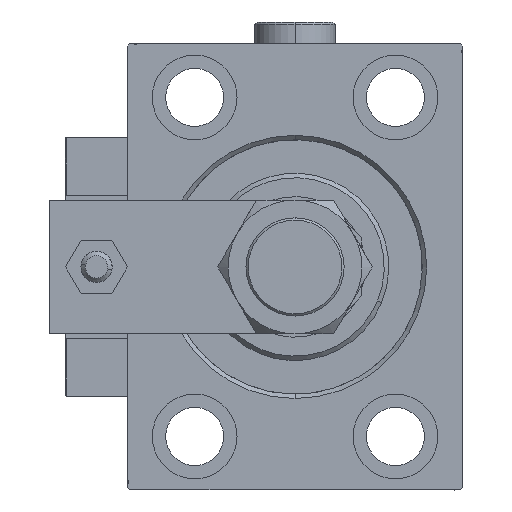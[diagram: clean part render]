
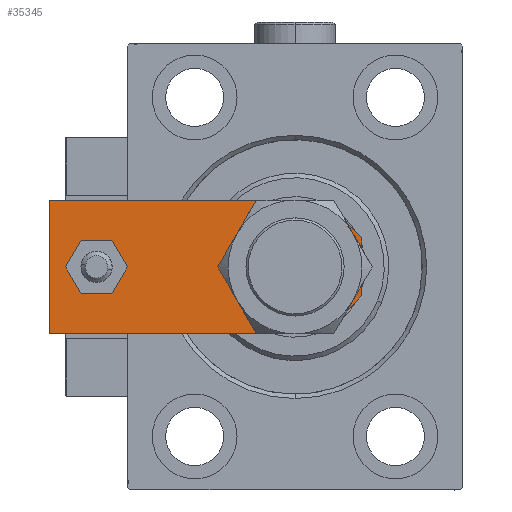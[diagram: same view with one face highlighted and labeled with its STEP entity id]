
A CAD part, left-side view. The second image highlights one B-rep face of the part: STEP entity #35345.
In plain terms, the highlighted face is planar.
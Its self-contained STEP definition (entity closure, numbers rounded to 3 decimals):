
#513 = LINE ( 'NONE', #16971, #1706 ) ;
#1579 = DIRECTION ( 'NONE',  ( 0., -1., 0. ) ) ;
#1706 = VECTOR ( 'NONE', #49869, 1000. ) ;
#1763 = ORIENTED_EDGE ( 'NONE', *, *, #4782, .T. ) ;
#2164 = LINE ( 'NONE', #39128, #9213 ) ;
#4782 = EDGE_CURVE ( 'NONE', #15253, #18756, #513, .T. ) ;
#5017 = AXIS2_PLACEMENT_3D ( 'NONE', #32468, #6834, #24110 ) ;
#5693 = CARTESIAN_POINT ( 'NONE',  ( 15., 8.5, 8. ) ) ;
#6381 = VERTEX_POINT ( 'NONE', #52885 ) ;
#6709 = VERTEX_POINT ( 'NONE', #19924 ) ;
#6739 = DIRECTION ( 'NONE',  ( 0., 1., 0. ) ) ;
#6834 = DIRECTION ( 'NONE',  ( 0., 0., 1. ) ) ;
#7676 = EDGE_LOOP ( 'NONE', ( #16318, #38017 ) ) ;
#8387 = DIRECTION ( 'NONE',  ( 0., 0., 1. ) ) ;
#9213 = VECTOR ( 'NONE', #6739, 1000. ) ;
#9219 = CARTESIAN_POINT ( 'NONE',  ( -10., 15., 8. ) ) ;
#9413 = LINE ( 'NONE', #25372, #24779 ) ;
#9632 = CARTESIAN_POINT ( 'NONE',  ( 0., 59.5, 8. ) ) ;
#9862 = CIRCLE ( 'NONE', #33181, 10. ) ;
#11171 = DIRECTION ( 'NONE',  ( 1., 0., 0. ) ) ;
#11895 = CIRCLE ( 'NONE', #5017, 4. ) ;
#11901 = CIRCLE ( 'NONE', #51508, 10. ) ;
#12273 = DIRECTION ( 'NONE',  ( 0.707, 0.707, 0. ) ) ;
#12401 = CARTESIAN_POINT ( 'NONE',  ( -15., 0., 8. ) ) ;
#13011 = VERTEX_POINT ( 'NONE', #47531 ) ;
#13848 = VECTOR ( 'NONE', #15890, 1000. ) ;
#14049 = DIRECTION ( 'NONE',  ( 0., 0., 1. ) ) ;
#15233 = PLANE ( 'NONE',  #51097 ) ;
#15248 = EDGE_CURVE ( 'NONE', #27188, #35033, #39020, .T. ) ;
#15253 = VERTEX_POINT ( 'NONE', #42806 ) ;
#15890 = DIRECTION ( 'NONE',  ( 0.707, -0.707, 0. ) ) ;
#15996 = VECTOR ( 'NONE', #21840, 1000. ) ;
#16318 = ORIENTED_EDGE ( 'NONE', *, *, #15248, .F. ) ;
#16971 = CARTESIAN_POINT ( 'NONE',  ( 15., 70., 8. ) ) ;
#17017 = CARTESIAN_POINT ( 'NONE',  ( 10., 15., 8. ) ) ;
#17206 = DIRECTION ( 'NONE',  ( 0., 0., 1. ) ) ;
#17573 = CARTESIAN_POINT ( 'NONE',  ( 0., 15., 8. ) ) ;
#18756 = VERTEX_POINT ( 'NONE', #32759 ) ;
#19139 = EDGE_CURVE ( 'NONE', #33918, #27742, #9862, .T. ) ;
#19149 = VERTEX_POINT ( 'NONE', #5693 ) ;
#19547 = FACE_OUTER_BOUND ( 'NONE', #45578, .T. ) ;
#19924 = CARTESIAN_POINT ( 'NONE',  ( 6.5, 0., 8. ) ) ;
#20443 = EDGE_LOOP ( 'NONE', ( #27859, #43239 ) ) ;
#21840 = DIRECTION ( 'NONE',  ( 1., 0., 0. ) ) ;
#24110 = DIRECTION ( 'NONE',  ( 1., 0., 0. ) ) ;
#24779 = VECTOR ( 'NONE', #1579, 1000. ) ;
#24870 = DIRECTION ( 'NONE',  ( 1., 0., 0. ) ) ;
#25372 = CARTESIAN_POINT ( 'NONE',  ( -15., 70., 8. ) ) ;
#27030 = EDGE_CURVE ( 'NONE', #19149, #15253, #2164, .T. ) ;
#27134 = CARTESIAN_POINT ( 'NONE',  ( -4., 59.5, 8. ) ) ;
#27188 = VERTEX_POINT ( 'NONE', #27134 ) ;
#27742 = VERTEX_POINT ( 'NONE', #9219 ) ;
#27859 = ORIENTED_EDGE ( 'NONE', *, *, #49892, .F. ) ;
#28167 = EDGE_CURVE ( 'NONE', #18756, #6381, #9413, .T. ) ;
#28798 = EDGE_CURVE ( 'NONE', #6381, #13011, #36386, .T. ) ;
#31689 = CARTESIAN_POINT ( 'NONE',  ( 0., 0., 8. ) ) ;
#32468 = CARTESIAN_POINT ( 'NONE',  ( 0., 59.5, 8. ) ) ;
#32759 = CARTESIAN_POINT ( 'NONE',  ( -15., 70., 8. ) ) ;
#32955 = CARTESIAN_POINT ( 'NONE',  ( 0., 15., 8. ) ) ;
#33181 = AXIS2_PLACEMENT_3D ( 'NONE', #17573, #14049, #37807 ) ;
#33918 = VERTEX_POINT ( 'NONE', #17017 ) ;
#35033 = VERTEX_POINT ( 'NONE', #44686 ) ;
#35345 = ADVANCED_FACE ( 'NONE', ( #51914, #19547, #47868 ), #15233, .T. ) ;
#35470 = ORIENTED_EDGE ( 'NONE', *, *, #27030, .T. ) ;
#36386 = LINE ( 'NONE', #52829, #13848 ) ;
#37807 = DIRECTION ( 'NONE',  ( 1., 0., 0. ) ) ;
#38017 = ORIENTED_EDGE ( 'NONE', *, *, #52082, .F. ) ;
#39020 = CIRCLE ( 'NONE', #41606, 4. ) ;
#39128 = CARTESIAN_POINT ( 'NONE',  ( 15., 0., 8. ) ) ;
#40279 = ORIENTED_EDGE ( 'NONE', *, *, #28798, .T. ) ;
#40535 = ORIENTED_EDGE ( 'NONE', *, *, #28167, .T. ) ;
#41606 = AXIS2_PLACEMENT_3D ( 'NONE', #9632, #17206, #41751 ) ;
#41751 = DIRECTION ( 'NONE',  ( 1., 0., 0. ) ) ;
#42806 = CARTESIAN_POINT ( 'NONE',  ( 15., 70., 8. ) ) ;
#43078 = EDGE_CURVE ( 'NONE', #13011, #6709, #45298, .T. ) ;
#43239 = ORIENTED_EDGE ( 'NONE', *, *, #19139, .F. ) ;
#43573 = VECTOR ( 'NONE', #12273, 1000. ) ;
#43778 = EDGE_CURVE ( 'NONE', #6709, #19149, #44901, .T. ) ;
#44686 = CARTESIAN_POINT ( 'NONE',  ( 4., 59.5, 8. ) ) ;
#44901 = LINE ( 'NONE', #45699, #43573 ) ;
#45298 = LINE ( 'NONE', #12401, #15996 ) ;
#45578 = EDGE_LOOP ( 'NONE', ( #40535, #40279, #46003, #47540, #35470, #1763 ) ) ;
#45699 = CARTESIAN_POINT ( 'NONE',  ( 3.25, -3.25, 8. ) ) ;
#46003 = ORIENTED_EDGE ( 'NONE', *, *, #43078, .T. ) ;
#47531 = CARTESIAN_POINT ( 'NONE',  ( -6.5, 0., 8. ) ) ;
#47540 = ORIENTED_EDGE ( 'NONE', *, *, #43778, .T. ) ;
#47868 = FACE_BOUND ( 'NONE', #20443, .T. ) ;
#48129 = DIRECTION ( 'NONE',  ( 0., 0., 1. ) ) ;
#49869 = DIRECTION ( 'NONE',  ( -1., 0., 0. ) ) ;
#49892 = EDGE_CURVE ( 'NONE', #27742, #33918, #11901, .T. ) ;
#51097 = AXIS2_PLACEMENT_3D ( 'NONE', #31689, #48129, #11171 ) ;
#51508 = AXIS2_PLACEMENT_3D ( 'NONE', #32955, #8387, #24870 ) ;
#51914 = FACE_BOUND ( 'NONE', #7676, .T. ) ;
#52082 = EDGE_CURVE ( 'NONE', #35033, #27188, #11895, .T. ) ;
#52829 = CARTESIAN_POINT ( 'NONE',  ( -3.25, -3.25, 8. ) ) ;
#52885 = CARTESIAN_POINT ( 'NONE',  ( -15., 8.5, 8. ) ) ;
